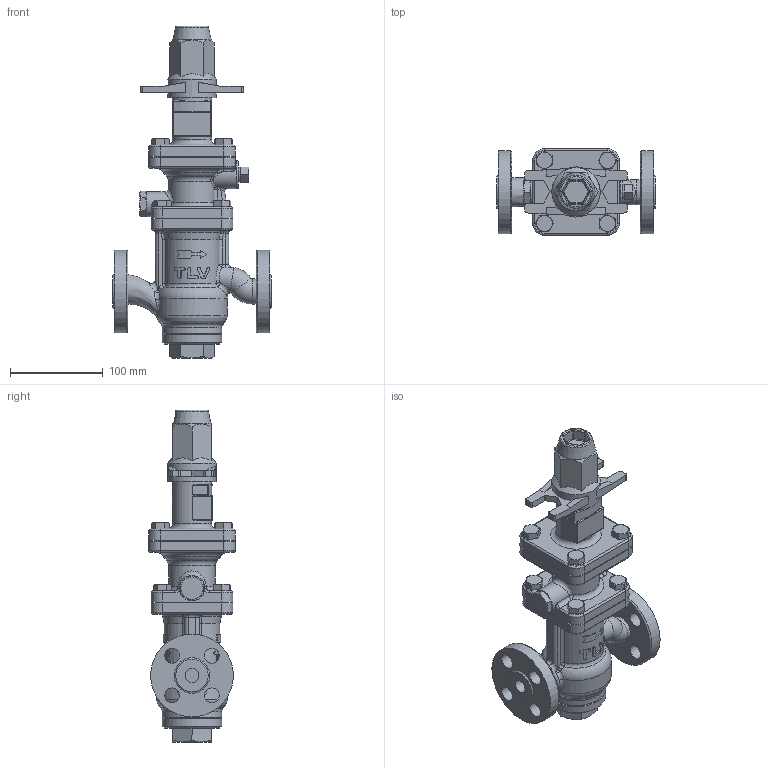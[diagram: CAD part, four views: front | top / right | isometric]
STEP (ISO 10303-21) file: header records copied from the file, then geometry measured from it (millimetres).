
FILE_DESCRIPTION(/* description */ (''),/* implementation_level */ '2;1');
FILE_NAME(/* name */ 'csr16-015-a0150-00.stp',/* time_stamp */ '2018-02-07T17:21:53+09:00',/* author */ ('nakaot'),/* organization */ (''),/* preprocessor_version */ 'ST-DEVELOPER v15.6',/* originating_system */ 'Autodesk Inventor 2015',/* authorisation */ '');
FILE_SCHEMA (('CONFIG_CONTROL_DESIGN'));
Length unit declared in the file: millimetre
Products named in the file (1): csr16-015-a0150-00
Bounding box: 170 x 93 x 357 mm (x, y, z)
Volume: 1395188.3 mm3; surface area: 175872.7 mm2
Topology: 1 solids, 1 shells, 629 faces, 1510 edges, 905 vertices
Faces by surface type: plane 218, cylinder 156, bspline 106, cone 79, torus 52, sphere 18
Full cylindrical faces by diameter (mm): 10 x8, 12 x8, 15 x2, 16 x8, 27 x2, 30 x1, 42 x1, 52 x1, 64 x2, 67.531 x1, 67.717 x1, 89 x2
Entity records: 28867 total; most frequent: CARTESIAN_POINT 15583, ORIENTED_EDGE 2826, DIRECTION 2565, EDGE_CURVE 1413, AXIS2_PLACEMENT_3D 1030, VERTEX_POINT 884, EDGE_LOOP 757, FACE_OUTER_BOUND 628
